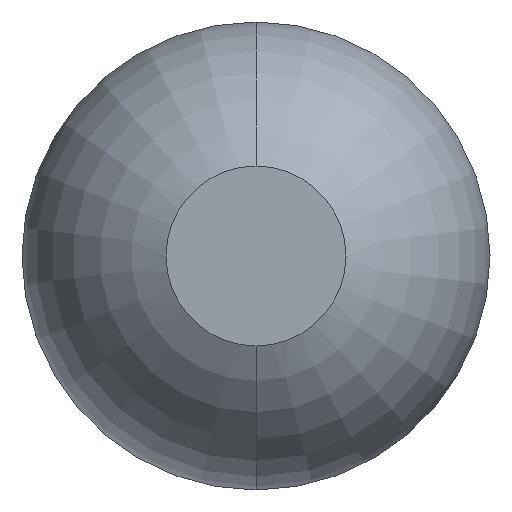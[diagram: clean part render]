
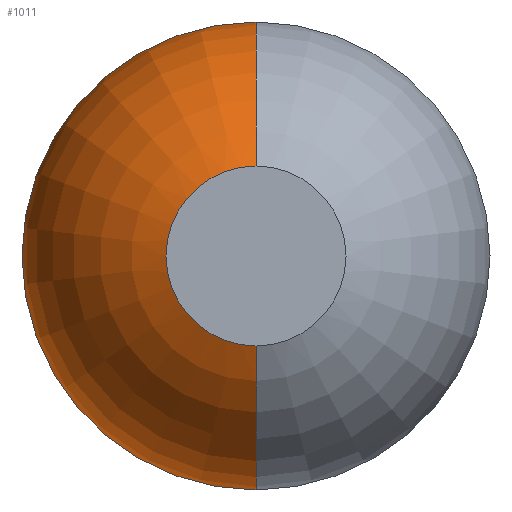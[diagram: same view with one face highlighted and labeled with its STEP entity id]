
A CAD part, front view. The second image highlights one B-rep face of the part: STEP entity #1011.
In plain terms, the highlighted toroidal (fillet/blend) face has major radius 0.01 mm and minor radius 0.4 mm.
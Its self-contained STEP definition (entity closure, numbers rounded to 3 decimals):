
#48 = AXIS2_PLACEMENT_3D ( 'NONE', #3784, #235, #539 ) ;
#104 = EDGE_CURVE ( 'NONE', #2933, #3122, #3494, .T. ) ;
#114 = FACE_OUTER_BOUND ( 'NONE', #3554, .T. ) ;
#161 = DIRECTION ( 'NONE',  ( 0., 0., 1. ) ) ;
#206 = DIRECTION ( 'NONE',  ( 1., 0., 0. ) ) ;
#235 = DIRECTION ( 'NONE',  ( 0., 1., 0. ) ) ;
#309 = TOROIDAL_SURFACE ( 'NONE', #3127, -0.01, 0.4 ) ;
#315 = ORIENTED_EDGE ( 'NONE', *, *, #3233, .T. ) ;
#435 = AXIS2_PLACEMENT_3D ( 'NONE', #2779, #1890, #161 ) ;
#539 = DIRECTION ( 'NONE',  ( 0., 0., 1. ) ) ;
#636 = DIRECTION ( 'NONE',  ( 0., 0., 1. ) ) ;
#689 = DIRECTION ( 'NONE',  ( 0., 1., 0. ) ) ;
#1011 = ADVANCED_FACE ( 'Defeature ausgef�hrt3_6', ( #114 ), #309, .T. ) ;
#1193 = EDGE_CURVE ( 'NONE', #3613, #3774, #2461, .T. ) ;
#1316 = ORIENTED_EDGE ( 'NONE', *, *, #104, .F. ) ;
#1411 = ORIENTED_EDGE ( 'NONE', *, *, #3023, .F. ) ;
#1552 = AXIS2_PLACEMENT_3D ( 'NONE', #3672, #689, #3379 ) ;
#1698 = CIRCLE ( 'NONE', #1552, 0.15 ) ;
#1737 = ORIENTED_EDGE ( 'NONE', *, *, #1193, .T. ) ;
#1890 = DIRECTION ( 'NONE',  ( -1., 0., 0. ) ) ;
#2015 = CARTESIAN_POINT ( 'NONE',  ( 0., -27.7, -0.15 ) ) ;
#2085 = DIRECTION ( 'NONE',  ( 0., 1., 0. ) ) ;
#2403 = AXIS2_PLACEMENT_3D ( 'NONE', #3121, #206, #3427 ) ;
#2461 = CIRCLE ( 'NONE', #435, 0.4 ) ;
#2692 = CIRCLE ( 'NONE', #48, 0.39 ) ;
#2779 = CARTESIAN_POINT ( 'NONE',  ( 0., -27.333, -0.01 ) ) ;
#2910 = CARTESIAN_POINT ( 'NONE',  ( 0., -27.7, 0.15 ) ) ;
#2933 = VERTEX_POINT ( 'NONE', #2015 ) ;
#3023 = EDGE_CURVE ( 'Defeature ausgef�hrt3_7+Defeature ausgef�hrt3_6+Defeature ausgef�hrt3_6+Defeature ausgef�hrt3_6', #3122, #3774, #2692, .T. ) ;
#3121 = CARTESIAN_POINT ( 'NONE',  ( 0., -27.333, 0.01 ) ) ;
#3122 = VERTEX_POINT ( 'NONE', #3504 ) ;
#3127 = AXIS2_PLACEMENT_3D ( 'NONE', #3271, #2085, #636 ) ;
#3233 = EDGE_CURVE ( 'Defeature ausgef�hrt3_6+Defeature ausgef�hrt3_5+Defeature ausgef�hrt3_5+Defeature ausgef�hrt3_5', #2933, #3613, #1698, .T. ) ;
#3271 = CARTESIAN_POINT ( 'NONE',  ( 0., -27.333, 0. ) ) ;
#3379 = DIRECTION ( 'NONE',  ( 0., 0., 1. ) ) ;
#3427 = DIRECTION ( 'NONE',  ( 0., 0., -1. ) ) ;
#3494 = CIRCLE ( 'NONE', #2403, 0.4 ) ;
#3504 = CARTESIAN_POINT ( 'NONE',  ( 0., -27.333, -0.39 ) ) ;
#3554 = EDGE_LOOP ( 'NONE', ( #1316, #315, #1737, #1411 ) ) ;
#3613 = VERTEX_POINT ( 'NONE', #2910 ) ;
#3672 = CARTESIAN_POINT ( 'NONE',  ( 0., -27.7, 0. ) ) ;
#3728 = CARTESIAN_POINT ( 'NONE',  ( 0., -27.333, 0.39 ) ) ;
#3774 = VERTEX_POINT ( 'NONE', #3728 ) ;
#3784 = CARTESIAN_POINT ( 'NONE',  ( 0., -27.333, 0. ) ) ;
